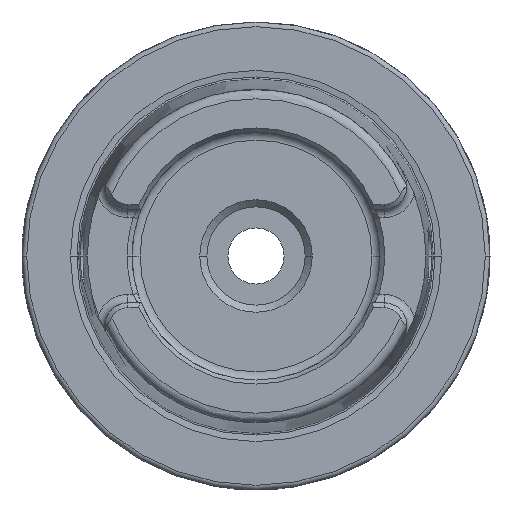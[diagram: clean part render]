
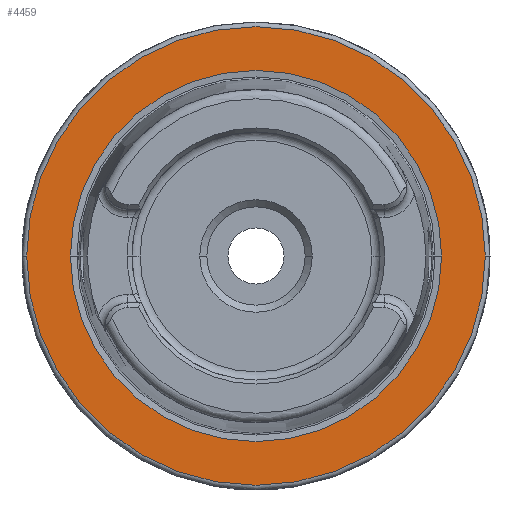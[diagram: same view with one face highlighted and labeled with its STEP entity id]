
A CAD part, left-side view. The second image highlights one B-rep face of the part: STEP entity #4459.
In plain terms, the highlighted planar face has unit normal (-1, 0, 0).
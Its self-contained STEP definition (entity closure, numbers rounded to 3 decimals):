
#31 = CARTESIAN_POINT ( 'NONE',  ( 0., 0., 0. ) ) ;
#565 = AXIS2_PLACEMENT_3D ( 'NONE', #5330, #12453, #1630 ) ;
#571 = VERTEX_POINT ( 'NONE', #1930 ) ;
#957 = DIRECTION ( 'NONE',  ( 0., 0., -1. ) ) ;
#989 = AXIS2_PLACEMENT_3D ( 'NONE', #1389, #9055, #8136 ) ;
#1023 = DIRECTION ( 'NONE',  ( 1., 0., 0. ) ) ;
#1107 = AXIS2_PLACEMENT_3D ( 'NONE', #3818, #6789, #10738 ) ;
#1123 = ORIENTED_EDGE ( 'NONE', *, *, #3953, .T. ) ;
#1167 = VERTEX_POINT ( 'NONE', #10583 ) ;
#1231 = ORIENTED_EDGE ( 'NONE', *, *, #7405, .F. ) ;
#1389 = CARTESIAN_POINT ( 'NONE',  ( 0., 39.647, 0. ) ) ;
#1395 = CIRCLE ( 'NONE', #565, 39.647 ) ;
#1630 = DIRECTION ( 'NONE',  ( 0., 0., -1. ) ) ;
#1930 = CARTESIAN_POINT ( 'NONE',  ( 0., 0., 39.647 ) ) ;
#2300 = EDGE_CURVE ( 'NONE', #3332, #1167, #4444, .T. ) ;
#3332 = VERTEX_POINT ( 'NONE', #10242 ) ;
#3366 = FACE_OUTER_BOUND ( 'NONE', #6671, .T. ) ;
#3818 = CARTESIAN_POINT ( 'NONE',  ( 0., 0., 0. ) ) ;
#3953 = EDGE_CURVE ( 'NONE', #571, #7886, #10682, .T. ) ;
#4193 = PLANE ( 'NONE',  #989 ) ;
#4444 = CIRCLE ( 'NONE', #5056, 49. ) ;
#4459 = ADVANCED_FACE ( 'NONE', ( #9240, #3366 ), #4193, .T. ) ;
#4809 = EDGE_CURVE ( 'NONE', #7886, #571, #1395, .T. ) ;
#5056 = AXIS2_PLACEMENT_3D ( 'NONE', #31, #7747, #11626 ) ;
#5330 = CARTESIAN_POINT ( 'NONE',  ( 0., 0., 0. ) ) ;
#6671 = EDGE_LOOP ( 'NONE', ( #7064, #1231 ) ) ;
#6789 = DIRECTION ( 'NONE',  ( 1., 0., 0. ) ) ;
#6966 = AXIS2_PLACEMENT_3D ( 'NONE', #12687, #1023, #957 ) ;
#7064 = ORIENTED_EDGE ( 'NONE', *, *, #2300, .F. ) ;
#7405 = EDGE_CURVE ( 'NONE', #1167, #3332, #9872, .T. ) ;
#7747 = DIRECTION ( 'NONE',  ( 1., 0., 0. ) ) ;
#7886 = VERTEX_POINT ( 'NONE', #10394 ) ;
#8136 = DIRECTION ( 'NONE',  ( 0., 0., 1. ) ) ;
#9055 = DIRECTION ( 'NONE',  ( -1., 0., 0. ) ) ;
#9240 = FACE_BOUND ( 'NONE', #10154, .T. ) ;
#9541 = ORIENTED_EDGE ( 'NONE', *, *, #4809, .T. ) ;
#9872 = CIRCLE ( 'NONE', #1107, 49. ) ;
#10154 = EDGE_LOOP ( 'NONE', ( #1123, #9541 ) ) ;
#10242 = CARTESIAN_POINT ( 'NONE',  ( 0., 0., -49. ) ) ;
#10394 = CARTESIAN_POINT ( 'NONE',  ( 0., 0., -39.647 ) ) ;
#10583 = CARTESIAN_POINT ( 'NONE',  ( 0., 0., 49. ) ) ;
#10682 = CIRCLE ( 'NONE', #6966, 39.647 ) ;
#10738 = DIRECTION ( 'NONE',  ( 0., 0., -1. ) ) ;
#11626 = DIRECTION ( 'NONE',  ( 0., 0., -1. ) ) ;
#12453 = DIRECTION ( 'NONE',  ( 1., 0., 0. ) ) ;
#12687 = CARTESIAN_POINT ( 'NONE',  ( 0., 0., 0. ) ) ;
